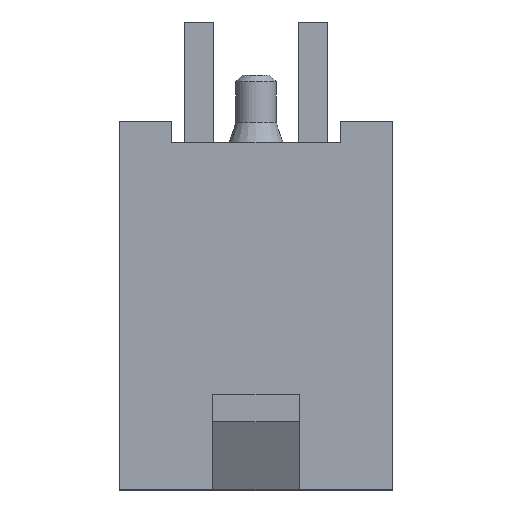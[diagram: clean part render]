
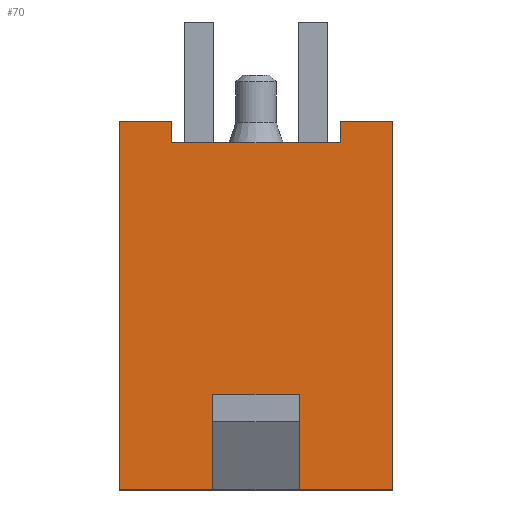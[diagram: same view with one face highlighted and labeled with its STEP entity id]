
A CAD part, top view. The second image highlights one B-rep face of the part: STEP entity #70.
In plain terms, the highlighted planar face has unit normal (0, 0, 1).
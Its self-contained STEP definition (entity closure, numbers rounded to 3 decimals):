
#70=ADVANCED_FACE('',(#249),#162,.T.);
#162=PLANE('',#1787);
#249=FACE_OUTER_BOUND('',#340,.T.);
#340=EDGE_LOOP('',(#503,#504,#505,#506,#507,#508,#509,#510,#511,#512,#513,
#514));
#503=ORIENTED_EDGE('',*,*,#1138,.F.);
#504=ORIENTED_EDGE('',*,*,#1139,.T.);
#505=ORIENTED_EDGE('',*,*,#1140,.F.);
#506=ORIENTED_EDGE('',*,*,#1141,.F.);
#507=ORIENTED_EDGE('',*,*,#1142,.F.);
#508=ORIENTED_EDGE('',*,*,#1143,.F.);
#509=ORIENTED_EDGE('',*,*,#1144,.F.);
#510=ORIENTED_EDGE('',*,*,#1145,.T.);
#511=ORIENTED_EDGE('',*,*,#1120,.T.);
#512=ORIENTED_EDGE('',*,*,#1146,.F.);
#513=ORIENTED_EDGE('',*,*,#1147,.T.);
#514=ORIENTED_EDGE('',*,*,#1148,.T.);
#960=VERTEX_POINT('',#2417);
#961=VERTEX_POINT('',#2419);
#975=VERTEX_POINT('',#2454);
#976=VERTEX_POINT('',#2455);
#977=VERTEX_POINT('',#2457);
#978=VERTEX_POINT('',#2459);
#979=VERTEX_POINT('',#2461);
#980=VERTEX_POINT('',#2463);
#981=VERTEX_POINT('',#2465);
#982=VERTEX_POINT('',#2467);
#983=VERTEX_POINT('',#2470);
#984=VERTEX_POINT('',#2472);
#1120=EDGE_CURVE('',#961,#960,#1358,.T.);
#1138=EDGE_CURVE('',#975,#976,#1376,.T.);
#1139=EDGE_CURVE('',#975,#977,#1377,.T.);
#1140=EDGE_CURVE('',#978,#977,#1378,.T.);
#1141=EDGE_CURVE('',#979,#978,#1379,.T.);
#1142=EDGE_CURVE('',#980,#979,#1380,.T.);
#1143=EDGE_CURVE('',#981,#980,#1381,.T.);
#1144=EDGE_CURVE('',#982,#981,#1382,.T.);
#1145=EDGE_CURVE('',#982,#961,#1383,.T.);
#1146=EDGE_CURVE('',#983,#960,#1384,.T.);
#1147=EDGE_CURVE('',#983,#984,#1385,.T.);
#1148=EDGE_CURVE('',#984,#976,#1386,.T.);
#1358=LINE('',#2418,#1593);
#1376=LINE('',#2453,#1611);
#1377=LINE('',#2456,#1612);
#1378=LINE('',#2458,#1613);
#1379=LINE('',#2460,#1614);
#1380=LINE('',#2462,#1615);
#1381=LINE('',#2464,#1616);
#1382=LINE('',#2466,#1617);
#1383=LINE('',#2468,#1618);
#1384=LINE('',#2469,#1619);
#1385=LINE('',#2471,#1620);
#1386=LINE('',#2473,#1621);
#1593=VECTOR('',#1943,1.);
#1611=VECTOR('',#1967,1.);
#1612=VECTOR('',#1968,1.);
#1613=VECTOR('',#1969,1.);
#1614=VECTOR('',#1970,1.);
#1615=VECTOR('',#1971,1.);
#1616=VECTOR('',#1972,1.);
#1617=VECTOR('',#1973,1.);
#1618=VECTOR('',#1974,1.);
#1619=VECTOR('',#1975,1.);
#1620=VECTOR('',#1976,1.);
#1621=VECTOR('',#1977,1.);
#1787=AXIS2_PLACEMENT_3D('',#2474,#1978,#1979);
#1943=DIRECTION('',(-1.,0.,0.));
#1967=DIRECTION('',(-1.,0.,0.));
#1968=DIRECTION('',(0.,1.,0.));
#1969=DIRECTION('',(-1.,0.,0.));
#1970=DIRECTION('',(0.,1.,0.));
#1971=DIRECTION('',(-1.,0.,0.));
#1972=DIRECTION('',(0.,-1.,0.));
#1973=DIRECTION('',(1.,0.,0.));
#1974=DIRECTION('',(0.,-1.,0.));
#1975=DIRECTION('',(0.,-1.,0.));
#1976=DIRECTION('',(-1.,0.,0.));
#1977=DIRECTION('',(0.,-1.,0.));
#1978=DIRECTION('',(0.,0.,1.));
#1979=DIRECTION('',(1.,0.,0.));
#2417=CARTESIAN_POINT('',(-3.1,12.8,2.65));
#2418=CARTESIAN_POINT('',(5.05,12.8,2.65));
#2419=CARTESIAN_POINT('',(3.1,12.8,2.65));
#2453=CARTESIAN_POINT('',(5.05,0.,2.65));
#2454=CARTESIAN_POINT('',(-1.6,0.,2.65));
#2455=CARTESIAN_POINT('',(-5.05,0.,2.65));
#2456=CARTESIAN_POINT('',(-1.6,0.,2.65));
#2457=CARTESIAN_POINT('',(-1.6,3.51,2.65));
#2458=CARTESIAN_POINT('',(1.6,3.51,2.65));
#2459=CARTESIAN_POINT('',(1.6,3.51,2.65));
#2460=CARTESIAN_POINT('',(1.6,0.,2.65));
#2461=CARTESIAN_POINT('',(1.6,0.,2.65));
#2462=CARTESIAN_POINT('',(5.05,0.,2.65));
#2463=CARTESIAN_POINT('',(5.05,0.,2.65));
#2464=CARTESIAN_POINT('',(5.05,12.8,2.65));
#2465=CARTESIAN_POINT('',(5.05,13.6,2.65));
#2466=CARTESIAN_POINT('',(3.1,13.6,2.65));
#2467=CARTESIAN_POINT('',(3.1,13.6,2.65));
#2468=CARTESIAN_POINT('',(3.1,13.6,2.65));
#2469=CARTESIAN_POINT('',(-3.1,13.6,2.65));
#2470=CARTESIAN_POINT('',(-3.1,13.6,2.65));
#2471=CARTESIAN_POINT('',(-3.1,13.6,2.65));
#2472=CARTESIAN_POINT('',(-5.05,13.6,2.65));
#2473=CARTESIAN_POINT('',(-5.05,12.8,2.65));
#2474=CARTESIAN_POINT('',(5.05,12.8,2.65));
